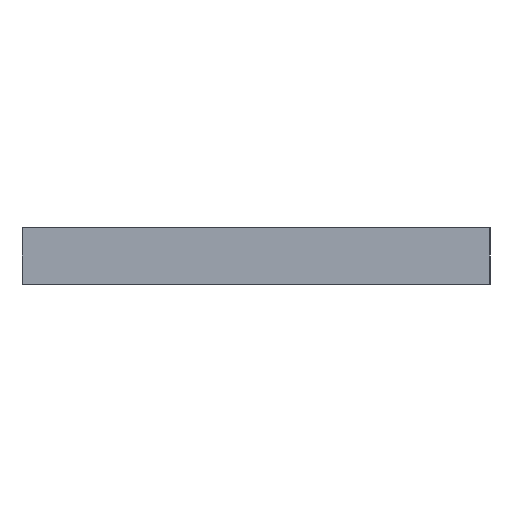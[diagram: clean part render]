
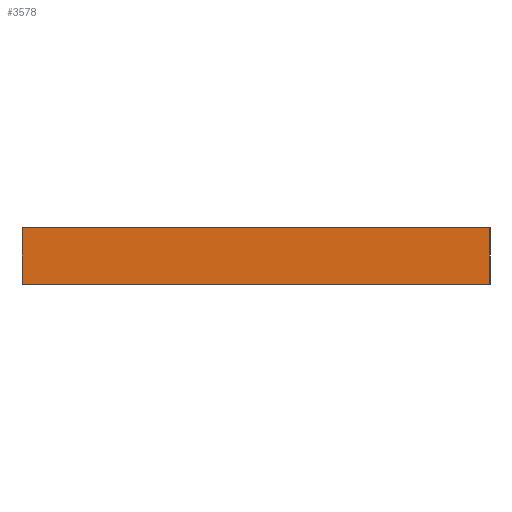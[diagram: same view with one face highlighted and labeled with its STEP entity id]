
A CAD part, front view. The second image highlights one B-rep face of the part: STEP entity #3578.
In plain terms, the highlighted planar face has unit normal (0, -1, 0).
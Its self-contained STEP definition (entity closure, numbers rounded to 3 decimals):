
#148 = CARTESIAN_POINT ( 'NONE',  ( 12.5, -125., 0. ) ) ;
#403 = ORIENTED_EDGE ( 'NONE', *, *, #12470, .T. ) ;
#537 = LINE ( 'NONE', #10688, #4564 ) ;
#645 = CARTESIAN_POINT ( 'NONE',  ( 12.5, -125., 3. ) ) ;
#813 = PLANE ( 'NONE',  #2931 ) ;
#871 = ORIENTED_EDGE ( 'NONE', *, *, #1487, .F. ) ;
#1487 = EDGE_CURVE ( 'NONE', #11190, #4401, #2446, .T. ) ;
#1492 = ORIENTED_EDGE ( 'NONE', *, *, #15288, .T. ) ;
#2446 = LINE ( 'NONE', #13386, #3594 ) ;
#2931 = AXIS2_PLACEMENT_3D ( 'NONE', #11712, #15390, #14163 ) ;
#3445 = DIRECTION ( 'NONE',  ( 0., 0., -1. ) ) ;
#3578 = ADVANCED_FACE ( 'NONE', ( #4359 ), #813, .F. ) ;
#3594 = VECTOR ( 'NONE', #9591, 1000. ) ;
#4316 = CARTESIAN_POINT ( 'NONE',  ( -12.5, -125., 3. ) ) ;
#4359 = FACE_OUTER_BOUND ( 'NONE', #6572, .T. ) ;
#4401 = VERTEX_POINT ( 'NONE', #645 ) ;
#4564 = VECTOR ( 'NONE', #3445, 1000. ) ;
#4840 = DIRECTION ( 'NONE',  ( 1., 0., 0. ) ) ;
#6209 = VERTEX_POINT ( 'NONE', #8730 ) ;
#6572 = EDGE_LOOP ( 'NONE', ( #1492, #10903, #871, #403 ) ) ;
#7521 = DIRECTION ( 'NONE',  ( 0., 0., -1. ) ) ;
#7815 = EDGE_CURVE ( 'NONE', #4401, #13752, #8791, .T. ) ;
#8554 = LINE ( 'NONE', #15850, #10238 ) ;
#8730 = CARTESIAN_POINT ( 'NONE',  ( -12.5, -125., 0. ) ) ;
#8791 = LINE ( 'NONE', #11134, #15652 ) ;
#9591 = DIRECTION ( 'NONE',  ( 1., 0., 0. ) ) ;
#10238 = VECTOR ( 'NONE', #4840, 1000. ) ;
#10688 = CARTESIAN_POINT ( 'NONE',  ( -12.5, -125., 3. ) ) ;
#10903 = ORIENTED_EDGE ( 'NONE', *, *, #7815, .F. ) ;
#11134 = CARTESIAN_POINT ( 'NONE',  ( 12.5, -125., 3. ) ) ;
#11190 = VERTEX_POINT ( 'NONE', #4316 ) ;
#11712 = CARTESIAN_POINT ( 'NONE',  ( -12.5, -125., 3. ) ) ;
#12470 = EDGE_CURVE ( 'NONE', #11190, #6209, #537, .T. ) ;
#13386 = CARTESIAN_POINT ( 'NONE',  ( -12.5, -125., 3. ) ) ;
#13752 = VERTEX_POINT ( 'NONE', #148 ) ;
#14163 = DIRECTION ( 'NONE',  ( 0., 0., 1. ) ) ;
#15288 = EDGE_CURVE ( 'NONE', #6209, #13752, #8554, .T. ) ;
#15390 = DIRECTION ( 'NONE',  ( 0., 1., 0. ) ) ;
#15652 = VECTOR ( 'NONE', #7521, 1000. ) ;
#15850 = CARTESIAN_POINT ( 'NONE',  ( -12.5, -125., 0. ) ) ;
